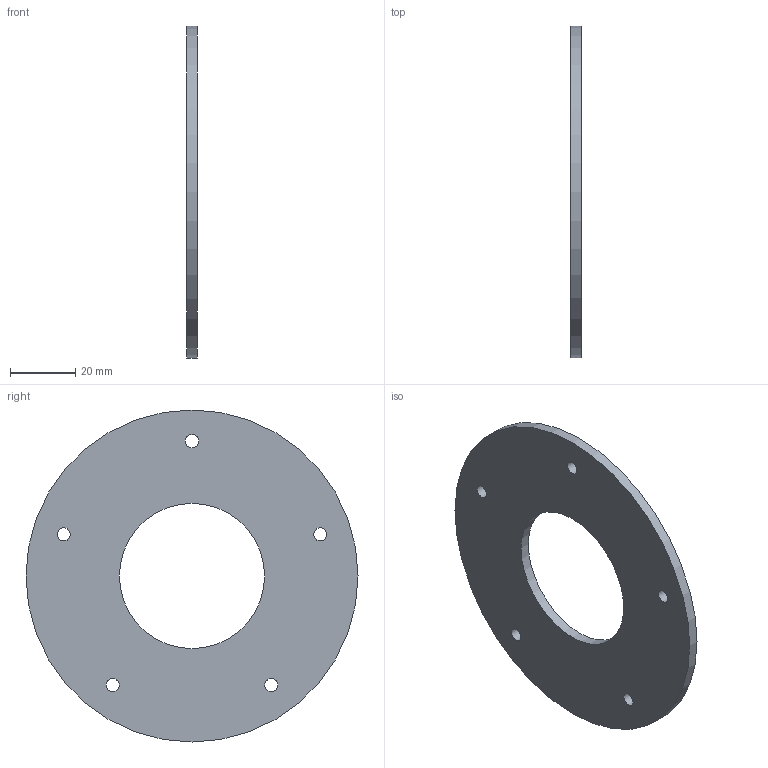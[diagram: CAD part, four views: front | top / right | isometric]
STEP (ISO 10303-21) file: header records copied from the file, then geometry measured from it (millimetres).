
FILE_DESCRIPTION(/* description */ ('STEP AP214'),/* implementation_level */ '2;1');
FILE_NAME(/* name */ '6252686cecdeb77adb8bc8cf',/* time_stamp */ '2022-04-10T05:17:32+00:00',/* author */ (''),/* organization */ (''),/* preprocessor_version */ 'ST-DEVELOPER v18.101',/* originating_system */ ' ',/* authorisation */ ' ');
FILE_SCHEMA (('AUTOMOTIVE_DESIGN {1 0 10303 214 3 1 1}'));
Length unit declared in the file: metre
Products named in the file (1): Part 367
Bounding box: 3.17 x 101.6 x 101.6 mm (x, y, z)
Volume: 20610.4 mm3; surface area: 14641.2 mm2
Topology: 1 solids, 1 shells, 9 faces, 21 edges, 14 vertices
Faces by surface type: cylinder 7, plane 2
Full cylindrical faces by diameter (mm): 4.039 x5, 44.45 x1, 101.6 x1
Entity records: 288 total; most frequent: DIRECTION 48, CARTESIAN_POINT 38, ORIENTED_EDGE 28, EDGE_LOOP 28, FACE_BOUND 28, AXIS2_PLACEMENT_3D 24, EDGE_CURVE 14, VERTEX_POINT 14
